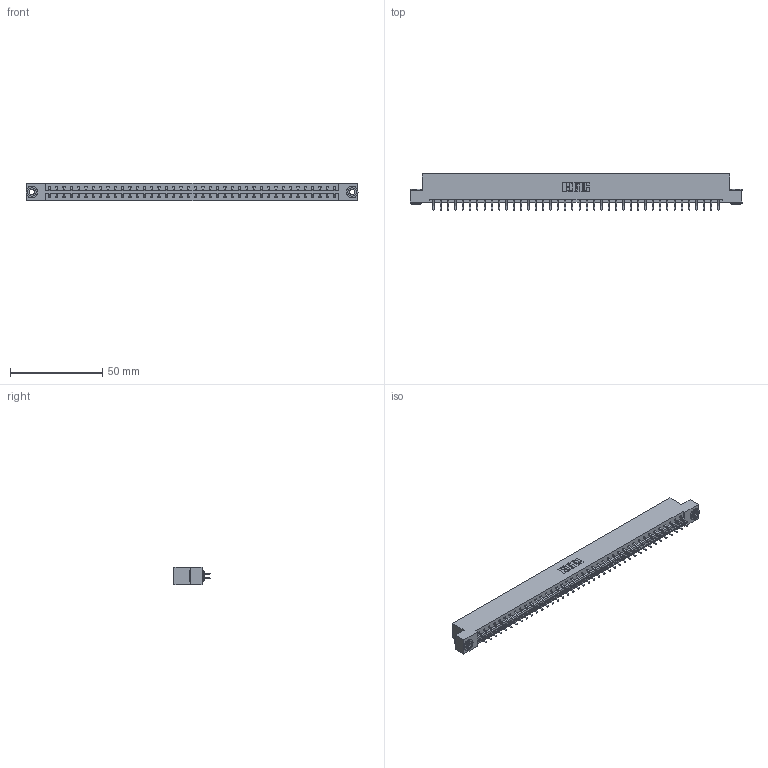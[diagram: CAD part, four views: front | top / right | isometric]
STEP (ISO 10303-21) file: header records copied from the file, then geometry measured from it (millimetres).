
FILE_DESCRIPTION (( 'STEP AP203' ), '1' );
FILE_NAME ('333-080-556-203.STEP', '2018-08-05T02:03:07', ( '' ), ( '' ), 'SwSTEP 2.0', 'SolidWorks 2016', '' );
FILE_SCHEMA (( 'CONFIG_CONTROL_DESIGN' ));
Length unit declared in the file: inch
Products named in the file (4): 333 Part_Flush - .156 Dia - TH; 345-292-001_556 Tail; 345-250-002_345-250-002-102; 333-080-556-203
Assembly tree (83 placements, depth 2):
  333-080-556-203
    333 Part_Flush - .156 Dia - TH
    345-292-001_556 Tail  x80
    345-250-002_345-250-002-102  x2
Bounding box: 180.04 x 19.57 x 9.4 mm (x, y, z)
Volume: 18378.1 mm3; surface area: 21848 mm2
Topology: 83 solids, 83 shells, 4792 faces, 14227 edges, 9374 vertices
Faces by surface type: plane 3280, cylinder 1504, cone 8
Entity records: 26862 total; most frequent: CARTESIAN_POINT 4445, ORIENTED_EDGE 4362, DIRECTION 3823, EDGE_CURVE 2181, LINE 2021, VECTOR 2021, VERTEX_POINT 1450, AXIS2_PLACEMENT_3D 901
